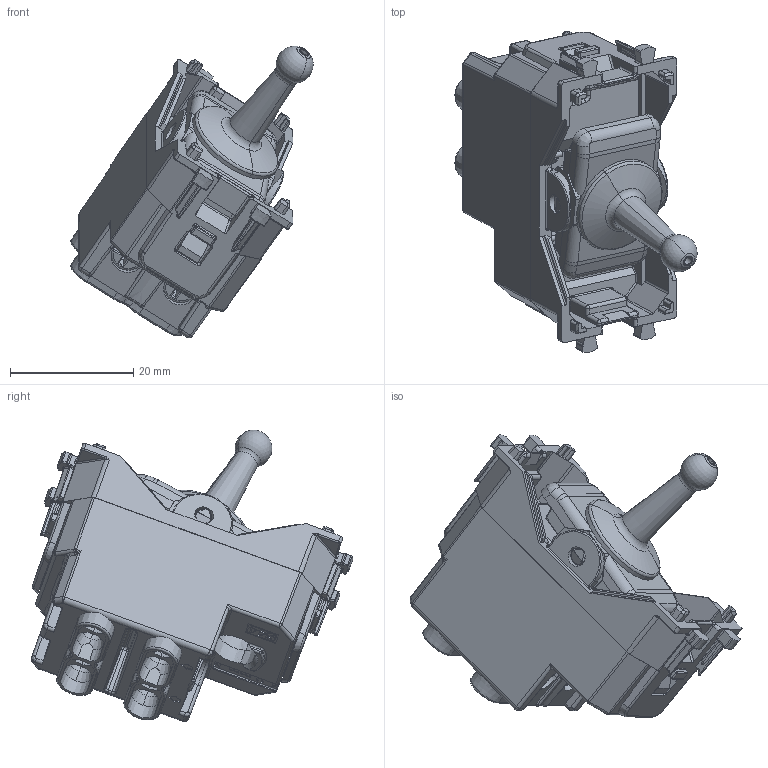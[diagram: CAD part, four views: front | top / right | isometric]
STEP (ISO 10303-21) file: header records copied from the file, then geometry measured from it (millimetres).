
FILE_DESCRIPTION(('CATIA V5 STEP Exchange'),'2;1');
FILE_NAME('444004OT.stp','2025-03-06T12:09:53+00:00',('none'),('none'),'CATIA Version 5-6 Release 2016 SP6','CATIA V5 STEP AP203','none');
FILE_SCHEMA(('CONFIG_CONTROL_DESIGN'));
Products named in the file (1): STP
Assembly tree (18 placements, depth 2):
  STP
    #57
    #40546  x4
    #42459  x2
    #43325
    #90833
    #100293
    #100935
    #104097
    #107001
    #113901
    #122153  x2
    #123840  x2
Bounding box: 39.31 x 52.17 x 47.32 mm (x, y, z)
Volume: 13624.9 mm3; surface area: 22953.9 mm2
Topology: 22 solids, 22 shells, 3544 faces, 9559 edges, 5924 vertices
Faces by surface type: plane 1725, cylinder 1049, bspline 305, cone 224, sphere 109, torus 108, extrusion 18, revolution 6
Entity records: 124844 total; most frequent: CARTESIAN_POINT 53456, ORIENTED_EDGE 17272, DIRECTION 10454, EDGE_CURVE 8636, VERTEX_POINT 5418, VECTOR 4421, LINE 4403, AXIS2_PLACEMENT_3D 3591
